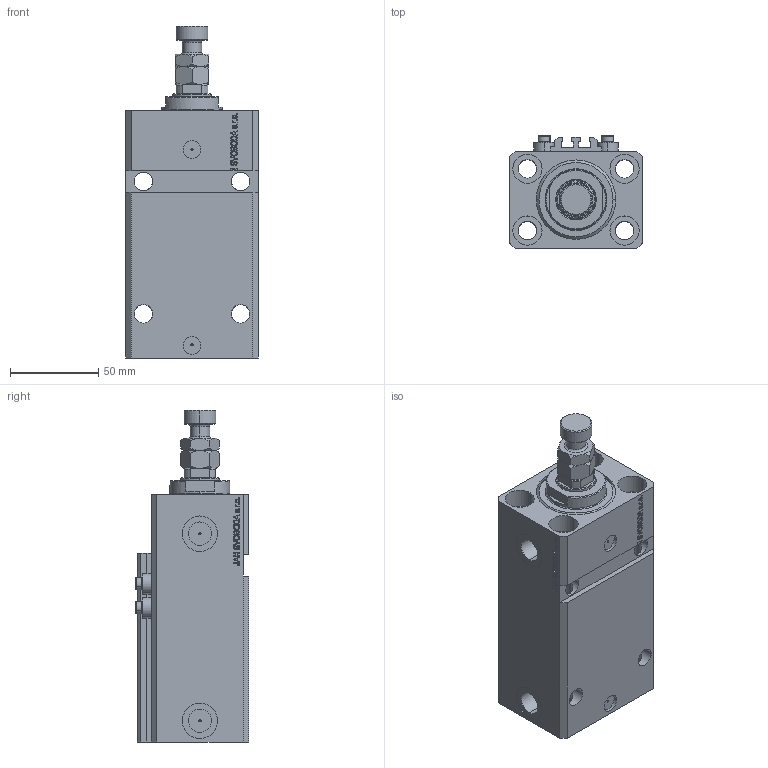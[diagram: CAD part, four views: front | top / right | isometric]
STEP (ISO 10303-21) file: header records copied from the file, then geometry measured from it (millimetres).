
FILE_DESCRIPTION (( 'STEP AP203' ), '1' );
FILE_NAME ('5628.STEP', '2024-05-20T10:30:43', ( '' ), ( '' ), 'SwSTEP 2.0', 'SolidWorks 2019', '' );
FILE_SCHEMA (( 'CONFIG_CONTROL_DESIGN' ));
Length unit declared in the file: millimetre
Products named in the file (6): MFA 1a6c62f43eea2d333c28bf2f054c46e2; V250CE_VC_E 1a6c62f43eea2d333c28bf2f054c46e2; V250CE_E_Body 1a6c62f43eea2d333c28bf2f054c46e2; ALLEN BOLT V250CE 1a6c62f43eea2d333c28bf2f054c46e2; V250CE_C_VCP 1a6c62f43eea2d333c28bf2f054c46e2; 5628
Assembly tree (8 placements, depth 2):
  5628
    V250CE_E_Body 1a6c62f43eea2d333c28bf2f054c46e2
    ALLEN BOLT V250CE 1a6c62f43eea2d333c28bf2f054c46e2  x4
    V250CE_C_VCP 1a6c62f43eea2d333c28bf2f054c46e2
    V250CE_VC_E 1a6c62f43eea2d333c28bf2f054c46e2
    MFA 1a6c62f43eea2d333c28bf2f054c46e2
Bounding box: 75 x 64 x 188 mm (x, y, z)
Volume: 489666.8 mm3; surface area: 119149 mm2
Topology: 9 solids, 9 shells, 1152 faces, 2854 edges, 1829 vertices
Faces by surface type: plane 534, bspline 354, cylinder 162, cone 84, torus 18
Entity records: 49541 total; most frequent: CARTESIAN_POINT 25497, ORIENTED_EDGE 5398, DIRECTION 3637, EDGE_CURVE 2699, VERTEX_POINT 1745, VECTOR 1575, LINE 1575, EDGE_LOOP 1220
